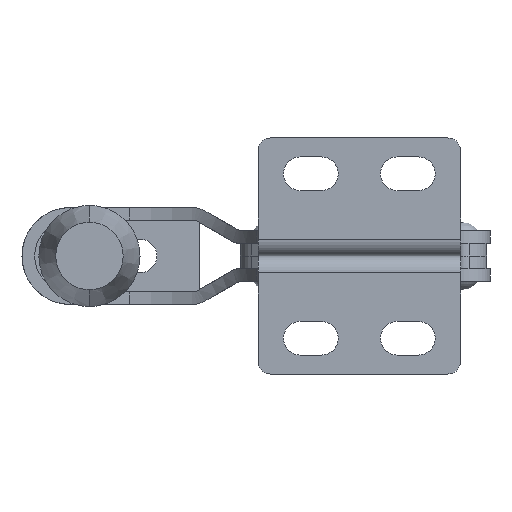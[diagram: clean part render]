
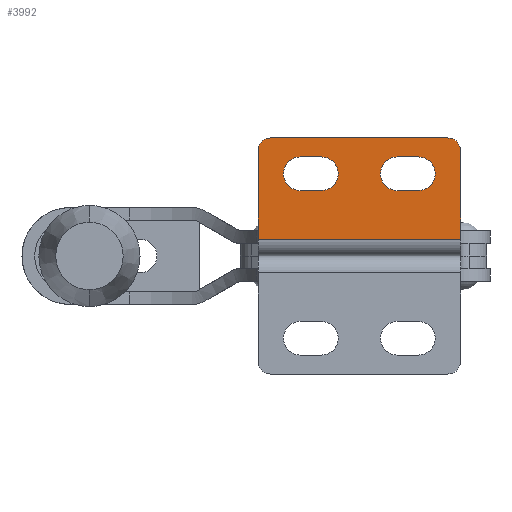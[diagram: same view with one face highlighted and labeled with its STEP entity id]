
A CAD part, front view. The second image highlights one B-rep face of the part: STEP entity #3992.
In plain terms, the highlighted planar face has unit normal (0, -1, 0).
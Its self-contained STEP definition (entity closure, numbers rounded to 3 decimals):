
#884 = CARTESIAN_POINT ( 'NONE',  ( 1.5, -1.5, 14. ) ) ;
#1144 = CARTESIAN_POINT ( 'NONE',  ( 16.5, -1.5, 11.75 ) ) ;
#1391 = CARTESIAN_POINT ( 'NONE',  ( 5., -1.5, 11.75 ) ) ;
#1398 = CARTESIAN_POINT ( 'NONE',  ( 7.5, -1.5, 7.75 ) ) ;
#1441 = CARTESIAN_POINT ( 'NONE',  ( 16.5, -1.5, 7.75 ) ) ;
#1519 = CARTESIAN_POINT ( 'NONE',  ( 0., -1.5, 2. ) ) ;
#2059 = DIRECTION ( 'NONE',  ( 0., 0., -1. ) ) ;
#2060 = DIRECTION ( 'NONE',  ( 0., -1., 0. ) ) ;
#2061 = CARTESIAN_POINT ( 'NONE',  ( 16.5, -1.5, 9.75 ) ) ;
#2070 = DIRECTION ( 'NONE',  ( 0., 0., 1. ) ) ;
#2071 = CARTESIAN_POINT ( 'NONE',  ( 24., -1.5, 12.5 ) ) ;
#2192 = AXIS2_PLACEMENT_3D ( 'NONE', #3115, #3114, #3107 ) ;
#2193 = AXIS2_PLACEMENT_3D ( 'NONE', #2611, #2592, #2591 ) ;
#2196 = AXIS2_PLACEMENT_3D ( 'NONE', #3610, #3609, #3608 ) ;
#2200 = AXIS2_PLACEMENT_3D ( 'NONE', #3353, #3352, #3351 ) ;
#2201 = AXIS2_PLACEMENT_3D ( 'NONE', #3134, #3131, #3130 ) ;
#2207 = AXIS2_PLACEMENT_3D ( 'NONE', #2061, #2060, #2059 ) ;
#2591 = DIRECTION ( 'NONE',  ( 0., 0., 1. ) ) ;
#2592 = DIRECTION ( 'NONE',  ( 0., -1., 0. ) ) ;
#2611 = CARTESIAN_POINT ( 'NONE',  ( 1.5, -1.5, 12.5 ) ) ;
#2612 = CARTESIAN_POINT ( 'NONE',  ( 1.5, -1.5, 14. ) ) ;
#2674 = DIRECTION ( 'NONE',  ( 1., 0., 0. ) ) ;
#2834 = CARTESIAN_POINT ( 'NONE',  ( 5., -1.5, 7.75 ) ) ;
#3035 = DIRECTION ( 'NONE',  ( -1., 0., 0. ) ) ;
#3036 = CARTESIAN_POINT ( 'NONE',  ( 16.5, -1.5, 11.75 ) ) ;
#3067 = DIRECTION ( 'NONE',  ( -1., 0., 0. ) ) ;
#3097 = CARTESIAN_POINT ( 'NONE',  ( 5., -1.5, 11.75 ) ) ;
#3107 = DIRECTION ( 'NONE',  ( 0., 0., 1. ) ) ;
#3114 = DIRECTION ( 'NONE',  ( 0., -1., 0. ) ) ;
#3115 = CARTESIAN_POINT ( 'NONE',  ( 22.5, -1.5, 12.5 ) ) ;
#3130 = DIRECTION ( 'NONE',  ( 0., 0., -1. ) ) ;
#3131 = DIRECTION ( 'NONE',  ( 0., -1., 0. ) ) ;
#3134 = CARTESIAN_POINT ( 'NONE',  ( 5., -1.5, 9.75 ) ) ;
#3351 = DIRECTION ( 'NONE',  ( 0., 0., -1. ) ) ;
#3352 = DIRECTION ( 'NONE',  ( 0., -1., 0. ) ) ;
#3353 = CARTESIAN_POINT ( 'NONE',  ( 7.5, -1.5, 9.75 ) ) ;
#3496 = DIRECTION ( 'NONE',  ( -1., 0., 0. ) ) ;
#3498 = CARTESIAN_POINT ( 'NONE',  ( 1.5, -1.5, 2. ) ) ;
#3608 = DIRECTION ( 'NONE',  ( 0., 0., -1. ) ) ;
#3609 = DIRECTION ( 'NONE',  ( 0., -1., 0. ) ) ;
#3610 = CARTESIAN_POINT ( 'NONE',  ( 19., -1.5, 9.75 ) ) ;
#3669 = DIRECTION ( 'NONE',  ( 1., 0., 0. ) ) ;
#3670 = CARTESIAN_POINT ( 'NONE',  ( 16.5, -1.5, 7.75 ) ) ;
#3705 = DIRECTION ( 'NONE',  ( -1., 0., 0. ) ) ;
#3992 = ADVANCED_FACE ( 'NONE', ( #21779, #21776, #21788 ), #26475, .F. ) ;
#4623 = DIRECTION ( 'NONE',  ( 0., 0., -1. ) ) ;
#4637 = CARTESIAN_POINT ( 'NONE',  ( 0., -1.5, 1.5 ) ) ;
#7448 = CARTESIAN_POINT ( 'NONE',  ( 22.5, -1.5, 14. ) ) ;
#7463 = CARTESIAN_POINT ( 'NONE',  ( 24., -1.5, 12.5 ) ) ;
#7471 = CARTESIAN_POINT ( 'NONE',  ( 19., -1.5, 7.75 ) ) ;
#7483 = CARTESIAN_POINT ( 'NONE',  ( 24., -1.5, 2. ) ) ;
#7486 = CARTESIAN_POINT ( 'NONE',  ( 7.5, -1.5, 11.75 ) ) ;
#7503 = CARTESIAN_POINT ( 'NONE',  ( 0., -1.5, 12.5 ) ) ;
#7516 = CARTESIAN_POINT ( 'NONE',  ( 19., -1.5, 11.75 ) ) ;
#7540 = CARTESIAN_POINT ( 'NONE',  ( 5., -1.5, 7.75 ) ) ;
#8617 = CIRCLE ( 'NONE', #2207, 2. ) ;
#8618 = VECTOR ( 'NONE', #2070, 1000. ) ;
#8621 = LINE ( 'NONE', #2071, #8618 ) ;
#8733 = VECTOR ( 'NONE', #3035, 1000. ) ;
#8736 = LINE ( 'NONE', #3036, #8733 ) ;
#8758 = CIRCLE ( 'NONE', #2201, 2. ) ;
#8799 = CIRCLE ( 'NONE', #2200, 2. ) ;
#8833 = VECTOR ( 'NONE', #3496, 1000. ) ;
#8835 = LINE ( 'NONE', #3498, #8833 ) ;
#8864 = CIRCLE ( 'NONE', #2196, 2. ) ;
#8882 = VECTOR ( 'NONE', #3669, 1000. ) ;
#8885 = LINE ( 'NONE', #3670, #8882 ) ;
#8902 = VECTOR ( 'NONE', #3705, 1000. ) ;
#8904 = VECTOR ( 'NONE', #2674, 1000. ) ;
#8905 = LINE ( 'NONE', #2834, #8904 ) ;
#8909 = LINE ( 'NONE', #2612, #8902 ) ;
#8911 = CIRCLE ( 'NONE', #2193, 1.5 ) ;
#8959 = VECTOR ( 'NONE', #3067, 1000. ) ;
#8964 = LINE ( 'NONE', #3097, #8959 ) ;
#8979 = CIRCLE ( 'NONE', #2192, 1.5 ) ;
#9006 = VECTOR ( 'NONE', #4623, 1000. ) ;
#9010 = LINE ( 'NONE', #4637, #9006 ) ;
#11965 = AXIS2_PLACEMENT_3D ( 'NONE', #26477, #26483, #26473 ) ;
#15228 = ORIENTED_EDGE ( 'NONE', *, *, #16902, .T. ) ;
#15229 = ORIENTED_EDGE ( 'NONE', *, *, #17015, .T. ) ;
#15230 = ORIENTED_EDGE ( 'NONE', *, *, #17022, .T. ) ;
#15231 = ORIENTED_EDGE ( 'NONE', *, *, #16963, .T. ) ;
#15232 = ORIENTED_EDGE ( 'NONE', *, *, #17408, .T. ) ;
#15233 = ORIENTED_EDGE ( 'NONE', *, *, #17102, .F. ) ;
#15234 = ORIENTED_EDGE ( 'NONE', *, *, #17021, .F. ) ;
#15235 = ORIENTED_EDGE ( 'NONE', *, *, #17153, .F. ) ;
#15236 = ORIENTED_EDGE ( 'NONE', *, *, #16971, .F. ) ;
#15237 = ORIENTED_EDGE ( 'NONE', *, *, #17220, .F. ) ;
#15238 = ORIENTED_EDGE ( 'NONE', *, *, #17042, .F. ) ;
#15239 = ORIENTED_EDGE ( 'NONE', *, *, #17062, .F. ) ;
#15240 = ORIENTED_EDGE ( 'NONE', *, *, #17243, .F. ) ;
#15241 = ORIENTED_EDGE ( 'NONE', *, *, #17413, .F. ) ;
#15671 = VERTEX_POINT ( 'NONE', #7540 ) ;
#15711 = VERTEX_POINT ( 'NONE', #7516 ) ;
#15736 = VERTEX_POINT ( 'NONE', #7503 ) ;
#15769 = VERTEX_POINT ( 'NONE', #7486 ) ;
#15774 = VERTEX_POINT ( 'NONE', #7483 ) ;
#15800 = VERTEX_POINT ( 'NONE', #7471 ) ;
#15814 = VERTEX_POINT ( 'NONE', #7463 ) ;
#15842 = VERTEX_POINT ( 'NONE', #7448 ) ;
#16902 = EDGE_CURVE ( 'NONE', #15736, #18035, #9010, .T. ) ;
#16963 = EDGE_CURVE ( 'NONE', #15814, #15842, #8979, .T. ) ;
#16971 = EDGE_CURVE ( 'NONE', #15769, #18247, #8964, .T. ) ;
#17015 = EDGE_CURVE ( 'NONE', #18797, #15736, #8911, .T. ) ;
#17021 = EDGE_CURVE ( 'NONE', #15671, #18236, #8905, .T. ) ;
#17022 = EDGE_CURVE ( 'NONE', #15842, #18797, #8909, .T. ) ;
#17042 = EDGE_CURVE ( 'NONE', #18170, #15800, #8885, .T. ) ;
#17062 = EDGE_CURVE ( 'NONE', #15800, #15711, #8864, .T. ) ;
#17102 = EDGE_CURVE ( 'NONE', #15774, #18035, #8835, .T. ) ;
#17153 = EDGE_CURVE ( 'NONE', #18236, #15769, #8799, .T. ) ;
#17220 = EDGE_CURVE ( 'NONE', #18247, #15671, #8758, .T. ) ;
#17243 = EDGE_CURVE ( 'NONE', #15711, #18607, #8736, .T. ) ;
#17408 = EDGE_CURVE ( 'NONE', #15774, #15814, #8621, .T. ) ;
#17413 = EDGE_CURVE ( 'NONE', #18607, #18170, #8617, .T. ) ;
#18035 = VERTEX_POINT ( 'NONE', #1519 ) ;
#18170 = VERTEX_POINT ( 'NONE', #1441 ) ;
#18236 = VERTEX_POINT ( 'NONE', #1398 ) ;
#18247 = VERTEX_POINT ( 'NONE', #1391 ) ;
#18607 = VERTEX_POINT ( 'NONE', #1144 ) ;
#18797 = VERTEX_POINT ( 'NONE', #884 ) ;
#19109 = EDGE_LOOP ( 'NONE', ( #15233, #15232, #15231, #15230, #15229, #15228 ) ) ;
#19120 = EDGE_LOOP ( 'NONE', ( #15237, #15236, #15235, #15234 ) ) ;
#20094 = EDGE_LOOP ( 'NONE', ( #15241, #15240, #15239, #15238 ) ) ;
#21776 = FACE_BOUND ( 'NONE', #19120, .T. ) ;
#21779 = FACE_BOUND ( 'NONE', #20094, .T. ) ;
#21788 = FACE_OUTER_BOUND ( 'NONE', #19109, .T. ) ;
#26473 = DIRECTION ( 'NONE',  ( 0., 0., 1. ) ) ;
#26475 = PLANE ( 'NONE',  #11965 ) ;
#26477 = CARTESIAN_POINT ( 'NONE',  ( 1.5, -1.5, 12.5 ) ) ;
#26483 = DIRECTION ( 'NONE',  ( 0., 1., 0. ) ) ;
